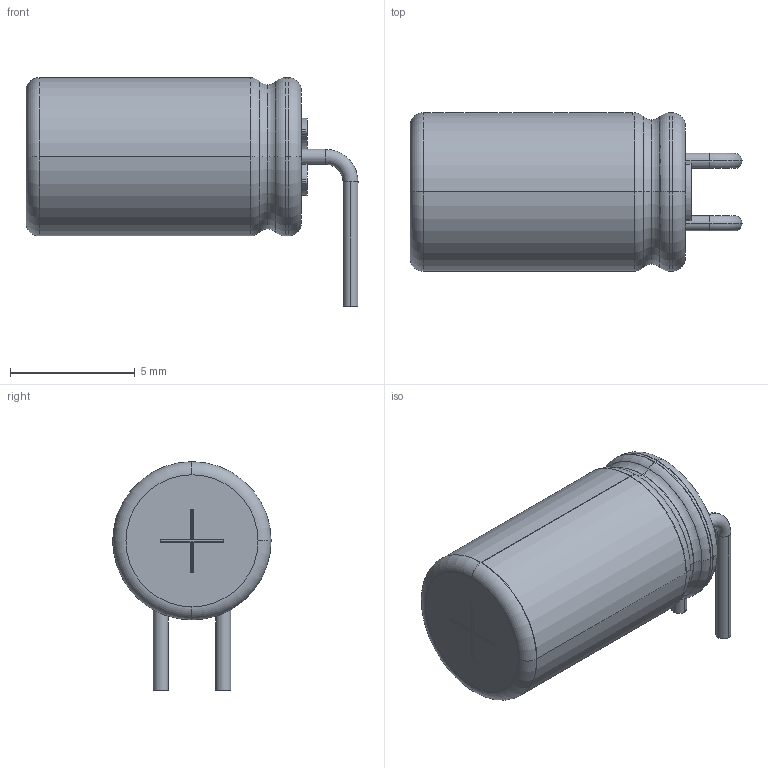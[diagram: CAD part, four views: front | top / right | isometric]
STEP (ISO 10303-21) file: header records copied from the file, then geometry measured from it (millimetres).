
FILE_DESCRIPTION(('FreeCAD Model'),'2;1');
FILE_NAME('cap_elco_ra.step','2017-01-30T23:54:03',( 'Author'),(''),'Open CASCADE STEP processor 6.8','FreeCAD','Unknown' );
FILE_SCHEMA(('AUTOMOTIVE_DESIGN_CC2 { 1 2 10303 214 -1 1 5 4 }'));
Length unit declared in the file: millimetre
Products named in the file (2): ASSEMBLY; cap_elco_ra
Assembly tree (1 placements, depth 2):
  ASSEMBLY
    cap_elco_ra
Bounding box: 13.32 x 6.35 x 9.18 mm (x, y, z)
Surface area: 536.1 mm2 (no closed solid volume)
Topology: 0 solids, 2 shells, 105 faces, 255 edges, 165 vertices
Faces by surface type: cylinder 65, torus 34, plane 6
Entity records: 15948 total; most frequent: CARTESIAN_POINT 10699, DIRECTION 685, ORIENTED_EDGE 506, PCURVE 506, DEFINITIONAL_REPRESENTATION 506, B_SPLINE_CURVE_WITH_KNOTS 396, EDGE_CURVE 255, SURFACE_CURVE 255
